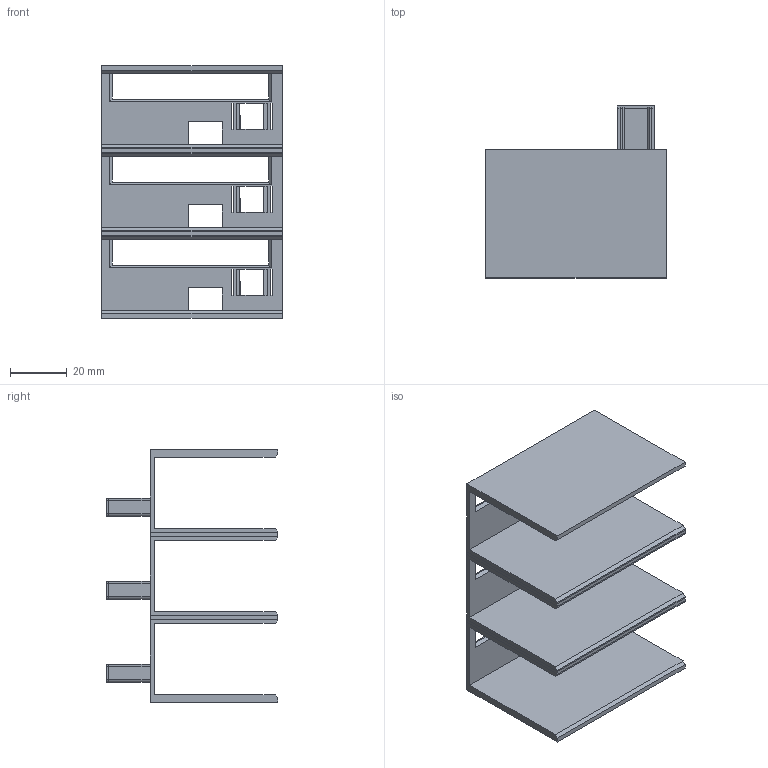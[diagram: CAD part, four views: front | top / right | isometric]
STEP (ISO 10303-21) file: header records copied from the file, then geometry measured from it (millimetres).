
FILE_DESCRIPTION(('FreeCAD Model'),'2;1');
FILE_NAME('Open CASCADE Shape Model','2023-05-30T16:09:30',(''),(''), 'Open CASCADE STEP processor 7.6','FreeCAD','Unknown');
FILE_SCHEMA(('AUTOMOTIVE_DESIGN { 1 0 10303 214 1 1 1 1 }'));
Length unit declared in the file: millimetre
Products named in the file (7): SlimeVR Dock Tower; SlimeVR Section; Holder; USB Port; Facebinder; Thickness; Chamfer001
Assembly tree (8 placements, depth 4):
  SlimeVR Dock Tower
    SlimeVR Section  x3
      Holder
      USB Port
        Facebinder
        Thickness
        Chamfer001
Bounding box: 63.5 x 60.4 x 88.7 mm (x, y, z)
Volume: 50357.5 mm3; surface area: 46563.1 mm2
Topology: 15 solids, 15 shells, 357 faces, 873 edges, 540 vertices
Faces by surface type: plane 303, extrusion 42, cylinder 12
Entity records: 7471 total; most frequent: CARTESIAN_POINT 1443, DIRECTION 1049, VECTOR 797, LINE 783, ORIENTED_EDGE 582, PCURVE 582, DEFINITIONAL_REPRESENTATION 582, EDGE_CURVE 291
